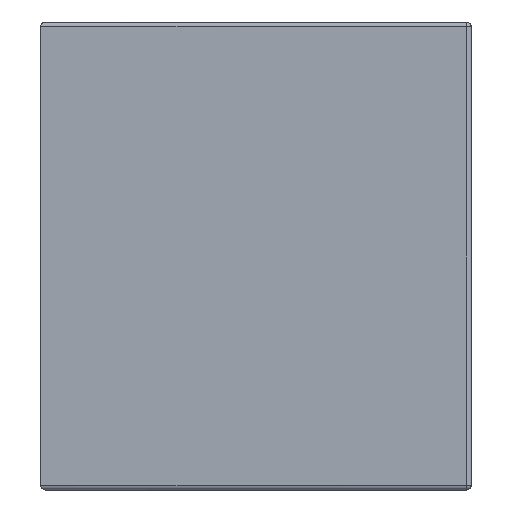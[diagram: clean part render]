
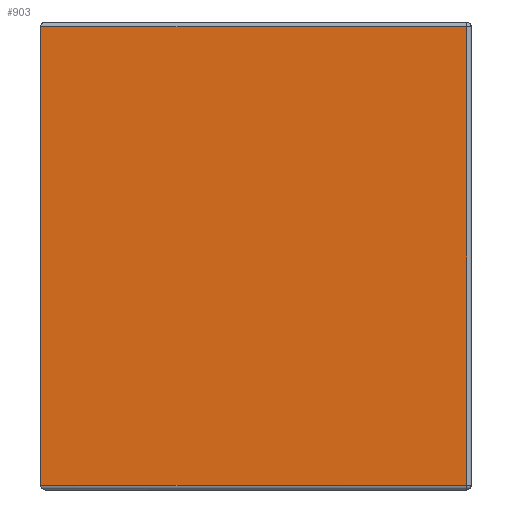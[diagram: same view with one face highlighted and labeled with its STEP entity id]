
A CAD part, left-side view. The second image highlights one B-rep face of the part: STEP entity #903.
In plain terms, the highlighted planar face has unit normal (-1, 0, 0).
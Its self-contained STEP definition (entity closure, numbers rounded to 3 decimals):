
#12 = DIRECTION ( 'NONE',  ( 0., 0., 1. ) ) ;
#65 = LINE ( 'NONE', #1435, #1967 ) ;
#280 = VERTEX_POINT ( 'NONE', #1358 ) ;
#283 = EDGE_LOOP ( 'NONE', ( #321, #1725, #2591, #1782 ) ) ;
#321 = ORIENTED_EDGE ( 'NONE', *, *, #1169, .T. ) ;
#395 = LINE ( 'NONE', #1075, #1140 ) ;
#518 = VERTEX_POINT ( 'NONE', #2126 ) ;
#524 = VERTEX_POINT ( 'NONE', #1909 ) ;
#658 = VERTEX_POINT ( 'NONE', #1768 ) ;
#719 = CARTESIAN_POINT ( 'NONE',  ( -35., 23., 50. ) ) ;
#775 = DIRECTION ( 'NONE',  ( 0., 1., 0. ) ) ;
#903 = ADVANCED_FACE ( 'NONE', ( #2301 ), #2080, .F. ) ;
#918 = LINE ( 'NONE', #719, #943 ) ;
#942 = DIRECTION ( 'NONE',  ( 0., 0., -1. ) ) ;
#943 = VECTOR ( 'NONE', #942, 1000. ) ;
#1053 = CARTESIAN_POINT ( 'NONE',  ( -35., -23., 0.5 ) ) ;
#1075 = CARTESIAN_POINT ( 'NONE',  ( -35., -22.5, 50. ) ) ;
#1140 = VECTOR ( 'NONE', #12, 1000. ) ;
#1169 = EDGE_CURVE ( 'NONE', #658, #280, #395, .T. ) ;
#1317 = VECTOR ( 'NONE', #1540, 1000. ) ;
#1358 = CARTESIAN_POINT ( 'NONE',  ( -35., -22.5, 49.5 ) ) ;
#1435 = CARTESIAN_POINT ( 'NONE',  ( -35., -23., 49.5 ) ) ;
#1540 = DIRECTION ( 'NONE',  ( 0., -1., 0. ) ) ;
#1594 = EDGE_CURVE ( 'NONE', #524, #658, #2641, .T. ) ;
#1622 = AXIS2_PLACEMENT_3D ( 'NONE', #1879, #1659, #2350 ) ;
#1659 = DIRECTION ( 'NONE',  ( 1., 0., 0. ) ) ;
#1725 = ORIENTED_EDGE ( 'NONE', *, *, #1811, .T. ) ;
#1768 = CARTESIAN_POINT ( 'NONE',  ( -35., -22.5, 0.5 ) ) ;
#1782 = ORIENTED_EDGE ( 'NONE', *, *, #1594, .T. ) ;
#1811 = EDGE_CURVE ( 'NONE', #280, #518, #65, .T. ) ;
#1879 = CARTESIAN_POINT ( 'NONE',  ( -35., -23., 50. ) ) ;
#1909 = CARTESIAN_POINT ( 'NONE',  ( -35., 23., 0.5 ) ) ;
#1967 = VECTOR ( 'NONE', #775, 1000. ) ;
#2080 = PLANE ( 'NONE',  #1622 ) ;
#2126 = CARTESIAN_POINT ( 'NONE',  ( -35., 23., 49.5 ) ) ;
#2301 = FACE_OUTER_BOUND ( 'NONE', #283, .T. ) ;
#2316 = EDGE_CURVE ( 'NONE', #518, #524, #918, .T. ) ;
#2350 = DIRECTION ( 'NONE',  ( 0., 0., -1. ) ) ;
#2591 = ORIENTED_EDGE ( 'NONE', *, *, #2316, .T. ) ;
#2641 = LINE ( 'NONE', #1053, #1317 ) ;
